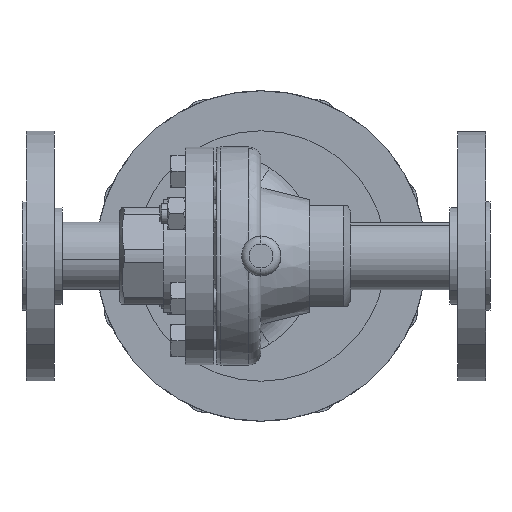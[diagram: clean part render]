
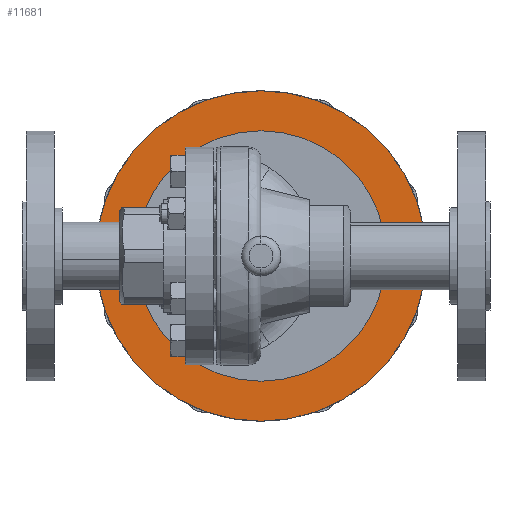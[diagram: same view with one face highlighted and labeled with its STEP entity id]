
A CAD part, front view. The second image highlights one B-rep face of the part: STEP entity #11681.
In plain terms, the highlighted planar face has unit normal (0, -1, 0).
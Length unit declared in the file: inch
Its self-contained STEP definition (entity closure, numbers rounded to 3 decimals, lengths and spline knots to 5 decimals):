
#509 = CARTESIAN_POINT ( 'NONE',  ( -2.565, 2.05, 0. ) ) ;
#1015 = VERTEX_POINT ( 'NONE', #4414 ) ;
#1221 = CARTESIAN_POINT ( 'NONE',  ( 0., 2.05, -1.94 ) ) ;
#1922 = CARTESIAN_POINT ( 'NONE',  ( 0., 2.05, 0. ) ) ;
#1929 = DIRECTION ( 'NONE',  ( 0., 1., 0. ) ) ;
#1940 = EDGE_LOOP ( 'NONE', ( #3375, #14973 ) ) ;
#1957 = CARTESIAN_POINT ( 'NONE',  ( 0., 2.05, 0. ) ) ;
#2272 = EDGE_LOOP ( 'NONE', ( #8833, #8945 ) ) ;
#2863 = PLANE ( 'NONE',  #7610 ) ;
#2977 = DIRECTION ( 'NONE',  ( 0., 0., 1. ) ) ;
#3111 = DIRECTION ( 'NONE',  ( 0., 0., 1. ) ) ;
#3152 = DIRECTION ( 'NONE',  ( 0., 0., -1. ) ) ;
#3375 = ORIENTED_EDGE ( 'NONE', *, *, #10115, .F. ) ;
#4350 = CARTESIAN_POINT ( 'NONE',  ( 0., 2.05, 2.56 ) ) ;
#4414 = CARTESIAN_POINT ( 'NONE',  ( 0., 2.05, 1.94 ) ) ;
#4441 = DIRECTION ( 'NONE',  ( 0., -1., 0. ) ) ;
#4499 = DIRECTION ( 'NONE',  ( 0., 0., -1. ) ) ;
#6411 = VERTEX_POINT ( 'NONE', #9996 ) ;
#6808 = CARTESIAN_POINT ( 'NONE',  ( 0., 2.05, 0. ) ) ;
#6863 = DIRECTION ( 'NONE',  ( 0., -1., 0. ) ) ;
#7610 = AXIS2_PLACEMENT_3D ( 'NONE', #509, #1929, #12750 ) ;
#7631 = AXIS2_PLACEMENT_3D ( 'NONE', #6808, #4441, #3152 ) ;
#8005 = CARTESIAN_POINT ( 'NONE',  ( 0., 2.05, 0. ) ) ;
#8520 = EDGE_CURVE ( 'NONE', #1015, #9851, #11761, .T. ) ;
#8566 = EDGE_CURVE ( 'NONE', #9851, #1015, #12681, .T. ) ;
#8748 = FACE_BOUND ( 'NONE', #2272, .T. ) ;
#8804 = AXIS2_PLACEMENT_3D ( 'NONE', #8005, #10410, #2977 ) ;
#8833 = ORIENTED_EDGE ( 'NONE', *, *, #8566, .F. ) ;
#8889 = EDGE_CURVE ( 'NONE', #12370, #6411, #11558, .T. ) ;
#8945 = ORIENTED_EDGE ( 'NONE', *, *, #8520, .F. ) ;
#9710 = AXIS2_PLACEMENT_3D ( 'NONE', #1922, #15088, #3111 ) ;
#9851 = VERTEX_POINT ( 'NONE', #1221 ) ;
#9996 = CARTESIAN_POINT ( 'NONE',  ( 0., 2.05, -2.56 ) ) ;
#10077 = FACE_OUTER_BOUND ( 'NONE', #1940, .T. ) ;
#10115 = EDGE_CURVE ( 'NONE', #6411, #12370, #10216, .T. ) ;
#10216 = CIRCLE ( 'NONE', #9710, 2.56 ) ;
#10410 = DIRECTION ( 'NONE',  ( 0., 1., 0. ) ) ;
#10540 = AXIS2_PLACEMENT_3D ( 'NONE', #1957, #6863, #4499 ) ;
#11558 = CIRCLE ( 'NONE', #8804, 2.56 ) ;
#11681 = ADVANCED_FACE ( 'NONE', ( #8748, #10077 ), #2863, .F. ) ;
#11761 = CIRCLE ( 'NONE', #10540, 1.94 ) ;
#12370 = VERTEX_POINT ( 'NONE', #4350 ) ;
#12681 = CIRCLE ( 'NONE', #7631, 1.94 ) ;
#12750 = DIRECTION ( 'NONE',  ( 0., 0., 1. ) ) ;
#14973 = ORIENTED_EDGE ( 'NONE', *, *, #8889, .F. ) ;
#15088 = DIRECTION ( 'NONE',  ( 0., 1., 0. ) ) ;
